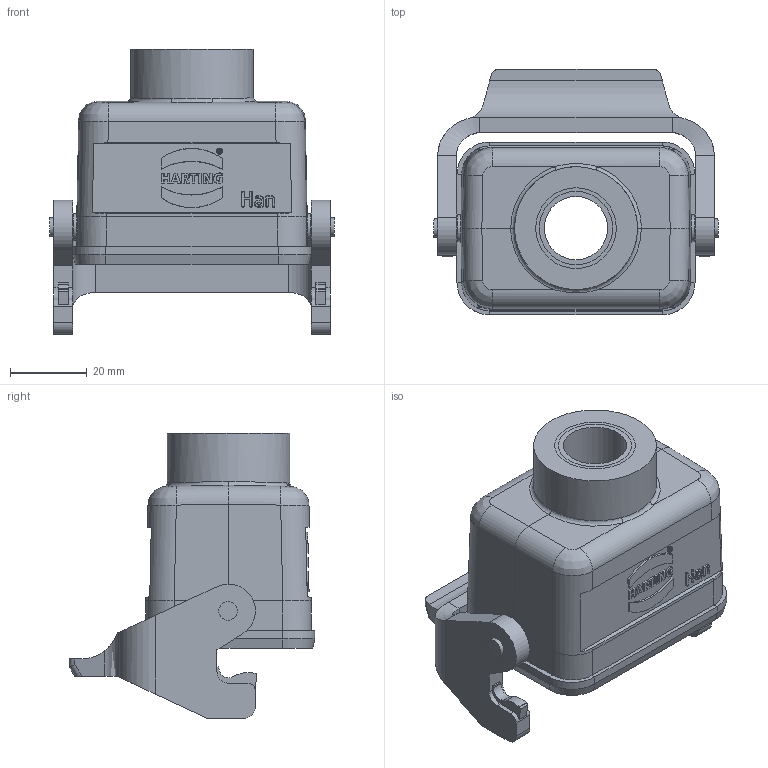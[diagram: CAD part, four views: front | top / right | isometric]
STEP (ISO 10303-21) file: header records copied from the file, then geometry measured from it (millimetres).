
FILE_DESCRIPTION((''),'2;1');
FILE_NAME('05300061761.stp','2020-07-07T13:58:44',('e.eickhoff'),(''),'Autodesk Inventor 2012','Autodesk Inventor 2012','');
FILE_SCHEMA(('AUTOMOTIVE_DESIGN { 1 0 10303 214 1 1 1 1 }'));
Length unit declared in the file: millimetre
Products named in the file (3): 05300061761; M16-PG13,5 Adapter
Assembly tree (2 placements, depth 2):
  05300061761
    05300061761
    M16-PG13,5 Adapter
Bounding box: 74.08 x 64 x 74.2 mm (x, y, z)
Volume: 54554.5 mm3; surface area: 31392.7 mm2
Topology: 3 solids, 5 shells, 379 faces, 978 edges, 631 vertices
Faces by surface type: plane 245, cylinder 81, bspline 38, cone 10, torus 5
Full cylindrical faces by diameter (mm): 2.74 x4, 4.8 x2, 7 x2, 16.5 x1, 19.1 x1, 21 x1, 32 x1
Entity records: 14136 total; most frequent: CARTESIAN_POINT 4652, ORIENTED_EDGE 1892, DIRECTION 1777, EDGE_CURVE 946, VECTOR 623, LINE 623, VERTEX_POINT 620, AXIS2_PLACEMENT_3D 577
